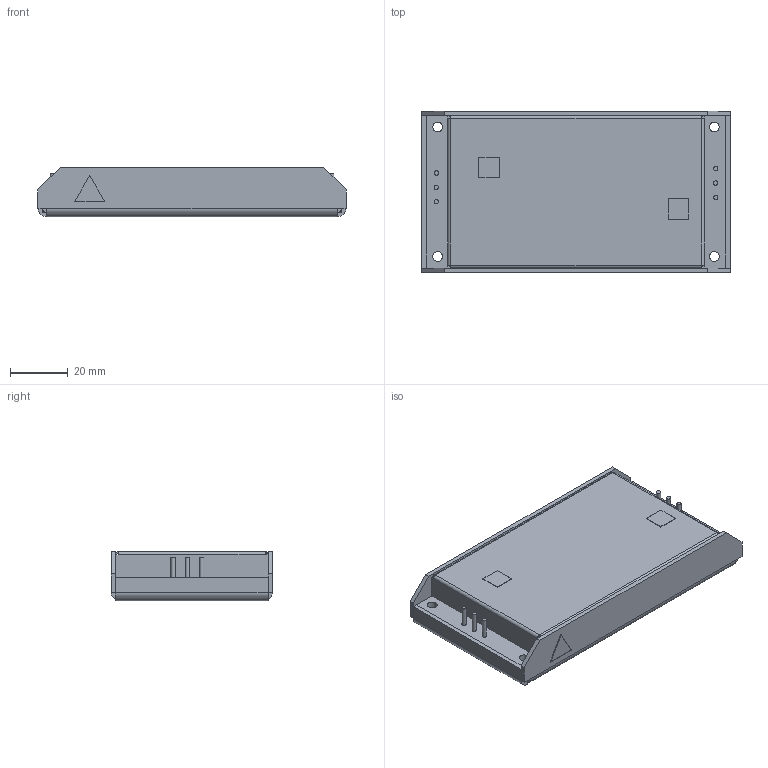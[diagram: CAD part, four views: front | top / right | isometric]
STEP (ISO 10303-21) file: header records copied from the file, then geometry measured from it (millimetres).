
FILE_DESCRIPTION(('STEP AP214'), '1');
FILE_NAME('MAA20(30)-1S_SBX_015TU', '', ('UNSPECIFIED'), ('UNSPECIFIED'), 'ASCON STEP Converter 1.6', 'ASCON Math Kernel', '');
FILE_SCHEMA(('AUTOMOTIVE_DESIGN { 1 0 10303 214 3 1 1}'));
Length unit declared in the file: millimetre
Products named in the file (1): 購葠.436614.020
Bounding box: 107 x 56.2 x 17.2 mm (x, y, z)
Volume: 53131.7 mm3; surface area: 44982.2 mm2
Topology: 2 solids, 2 shells, 126 faces, 287 edges, 170 vertices
Faces by surface type: plane 96, cylinder 30
Full cylindrical faces by diameter (mm): 1.5 x6, 3.4 x8
Entity records: 4471 total; most frequent: DIRECTION 587, CARTESIAN_POINT 570, ORIENTED_EDGE 546, EDGE_CURVE 273, LINE 213, VECTOR 213, AXIS2_PLACEMENT_3D 187, EDGE_LOOP 171
